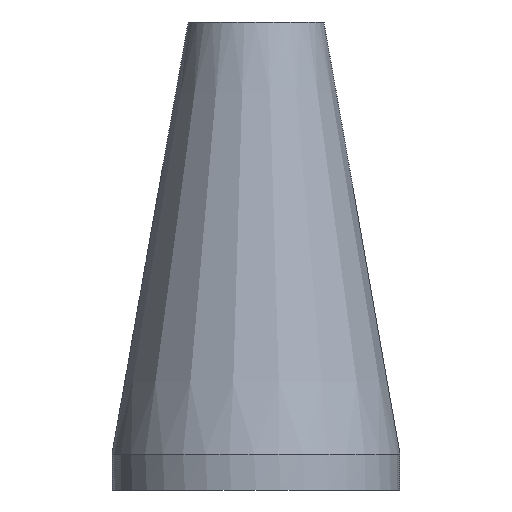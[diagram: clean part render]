
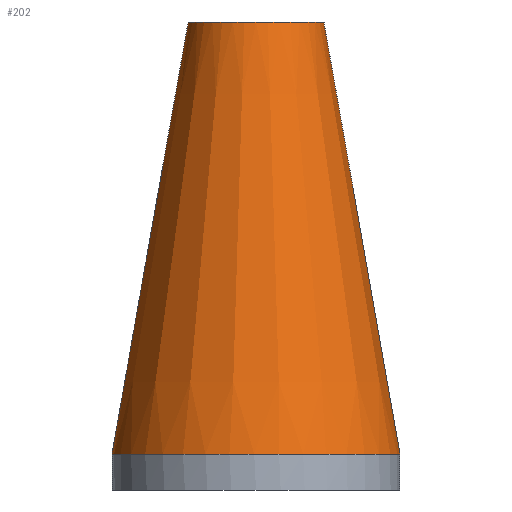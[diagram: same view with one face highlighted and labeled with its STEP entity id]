
A CAD part, front view. The second image highlights one B-rep face of the part: STEP entity #202.
In plain terms, the highlighted conical face has half-angle 10 degrees and reference radius 2 mm.
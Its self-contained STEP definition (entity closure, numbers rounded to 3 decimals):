
#23=LINE('',#338,#33);
#33=VECTOR('',#269,2.);
#44=FACE_OUTER_BOUND('',#56,.T.);
#56=EDGE_LOOP('',(#141,#142,#143,#144,#145,#146,#147,#148));
#68=CIRCLE('',#235,1.653);
#69=CIRCLE('',#237,0.942);
#70=CIRCLE('',#238,2.);
#71=CIRCLE('',#239,2.);
#81=(
BOUNDED_CURVE()
B_SPLINE_CURVE(2,(#341,#342,#343),.UNSPECIFIED.,.F.,.F.)
B_SPLINE_CURVE_WITH_KNOTS((3,3),(0.261,0.421),
 .UNSPECIFIED.)
CURVE()
GEOMETRIC_REPRESENTATION_ITEM()
RATIONAL_B_SPLINE_CURVE((1.111,1.136,1.148))
REPRESENTATION_ITEM('')
);
#82=(
BOUNDED_CURVE()
B_SPLINE_CURVE(2,(#345,#346,#347),.UNSPECIFIED.,.F.,.F.)
B_SPLINE_CURVE_WITH_KNOTS((3,3),(0.74,0.9),
 .UNSPECIFIED.)
CURVE()
GEOMETRIC_REPRESENTATION_ITEM()
RATIONAL_B_SPLINE_CURVE((1.148,1.136,1.111))
REPRESENTATION_ITEM('')
);
#87=VERTEX_POINT('',#319);
#90=VERTEX_POINT('',#327);
#91=VERTEX_POINT('',#335);
#92=VERTEX_POINT('',#337);
#93=VERTEX_POINT('',#339);
#94=VERTEX_POINT('',#344);
#110=EDGE_CURVE('',#90,#87,#68,.T.);
#111=EDGE_CURVE('',#91,#91,#69,.T.);
#112=EDGE_CURVE('',#91,#92,#23,.T.);
#113=EDGE_CURVE('',#92,#93,#70,.T.);
#114=EDGE_CURVE('',#93,#87,#81,.T.);
#115=EDGE_CURVE('',#90,#94,#82,.T.);
#116=EDGE_CURVE('',#94,#92,#71,.T.);
#141=ORIENTED_EDGE('',*,*,#111,.T.);
#142=ORIENTED_EDGE('',*,*,#112,.T.);
#143=ORIENTED_EDGE('',*,*,#113,.T.);
#144=ORIENTED_EDGE('',*,*,#114,.T.);
#145=ORIENTED_EDGE('',*,*,#110,.F.);
#146=ORIENTED_EDGE('',*,*,#115,.T.);
#147=ORIENTED_EDGE('',*,*,#116,.T.);
#148=ORIENTED_EDGE('',*,*,#112,.F.);
#198=CONICAL_SURFACE('',#236,2.,0.175);
#202=ADVANCED_FACE('',(#44),#198,.T.);
#235=AXIS2_PLACEMENT_3D('',#333,#263,#264);
#236=AXIS2_PLACEMENT_3D('',#334,#265,#266);
#237=AXIS2_PLACEMENT_3D('',#336,#267,#268);
#238=AXIS2_PLACEMENT_3D('',#340,#270,#271);
#239=AXIS2_PLACEMENT_3D('',#348,#272,#273);
#263=DIRECTION('center_axis',(0.,0.,-1.));
#264=DIRECTION('ref_axis',(1.,0.,0.));
#265=DIRECTION('center_axis',(0.,0.,-1.));
#266=DIRECTION('ref_axis',(1.,0.,0.));
#267=DIRECTION('center_axis',(0.,0.,-1.));
#268=DIRECTION('ref_axis',(1.,0.,0.));
#269=DIRECTION('',(-0.174,0.,-0.985));
#270=DIRECTION('center_axis',(0.,0.,1.));
#271=DIRECTION('ref_axis',(1.,0.,0.));
#272=DIRECTION('center_axis',(0.,0.,1.));
#273=DIRECTION('ref_axis',(1.,0.,0.));
#319=CARTESIAN_POINT('',(0.75,-23.527,2.47));
#327=CARTESIAN_POINT('',(-0.75,-23.527,2.47));
#333=CARTESIAN_POINT('Origin',(0.,-25.,2.47));
#334=CARTESIAN_POINT('Origin',(0.,-25.,0.5));
#335=CARTESIAN_POINT('',(-0.942,-25.,6.5));
#336=CARTESIAN_POINT('Origin',(0.,-25.,6.5));
#337=CARTESIAN_POINT('',(-2.,-25.,0.5));
#338=CARTESIAN_POINT('',(-2.,-25.,0.5));
#339=CARTESIAN_POINT('',(0.75,-23.146,0.5));
#340=CARTESIAN_POINT('Origin',(0.,-25.,0.5));
#341=CARTESIAN_POINT('Ctrl Pts',(0.75,-23.146,0.5));
#342=CARTESIAN_POINT('Ctrl Pts',(0.75,-23.355,1.598));
#343=CARTESIAN_POINT('Ctrl Pts',(0.75,-23.527,2.47));
#344=CARTESIAN_POINT('',(-0.75,-23.146,0.5));
#345=CARTESIAN_POINT('Ctrl Pts',(-0.75,-23.527,2.47));
#346=CARTESIAN_POINT('Ctrl Pts',(-0.75,-23.355,1.598));
#347=CARTESIAN_POINT('Ctrl Pts',(-0.75,-23.146,0.5));
#348=CARTESIAN_POINT('Origin',(0.,-25.,0.5));
